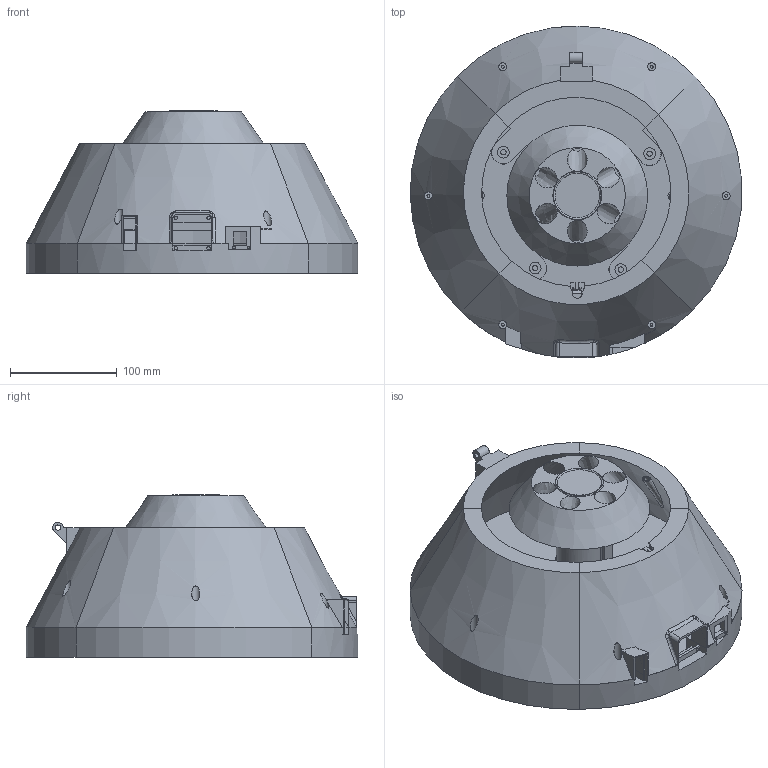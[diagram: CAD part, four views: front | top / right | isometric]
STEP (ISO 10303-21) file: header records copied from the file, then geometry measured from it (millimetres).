
FILE_DESCRIPTION(/* description */ (''),/* implementation_level */ '2;1');
FILE_NAME(/* name */ 'Centrifuga final v22.step',/* time_stamp */ '2024-11-12T22:04:47-05:00',/* author */ (''),/* organization */ (''),/* preprocessor_version */ 'ST-DEVELOPER v20',/* originating_system */ 'Autodesk Translation Framework v13.20.0.188',/* authorisation */ '');
FILE_SCHEMA (('AUTOMOTIVE_DESIGN { 1 0 10303 214 3 1 1 }'));
Length unit declared in the file: millimetre
Products named in the file (14): Centrifuga final; Inferior; Componente8; Componente9; Componente10; Componente11; Superior; Componente12; Componente13; Componente14; Componente15; Rotor; Rotor_1; Soporte motor
Assembly tree (13 placements, depth 3):
  Centrifuga final
    Inferior
      Componente8
      Componente9
      Componente10
      Componente11
    Superior
      Componente12
      Componente13
      Componente14
      Componente15
    Rotor
      Rotor_1
    Soporte motor
Bounding box: 310.73 x 311.02 x 152.5 mm (x, y, z)
Volume: 3133456.3 mm3; surface area: 605921.8 mm2
Topology: 14 solids, 15 shells, 565 faces, 1544 edges, 1025 vertices
Faces by surface type: plane 297, cylinder 205, bspline 37, cone 16, torus 9, sphere 1
Full cylindrical faces by diameter (mm): 0.8 x4, 2.5 x2, 2.6 x12, 2.675 x4, 3 x12, 3.2 x4, 3.5 x4, 5 x25, 7.5 x6, 9.5 x8, 10 x1, 11 x5, 11.498 x1, 33 x2, 43 x1
Entity records: 21090 total; most frequent: CARTESIAN_POINT 6125, ORIENTED_EDGE 3082, DIRECTION 2971, EDGE_CURVE 1541, AXIS2_PLACEMENT_3D 1061, VERTEX_POINT 1025, LINE 849, VECTOR 849
